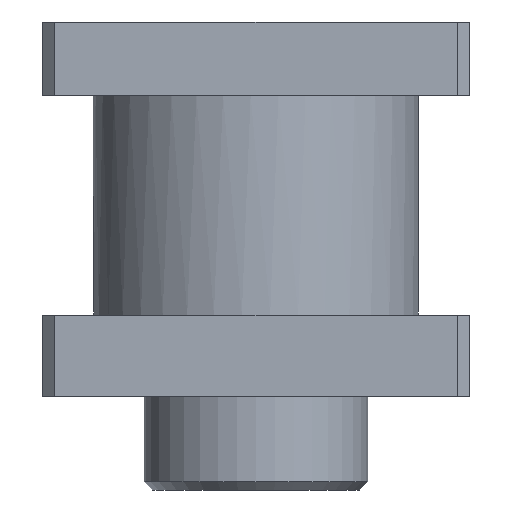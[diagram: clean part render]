
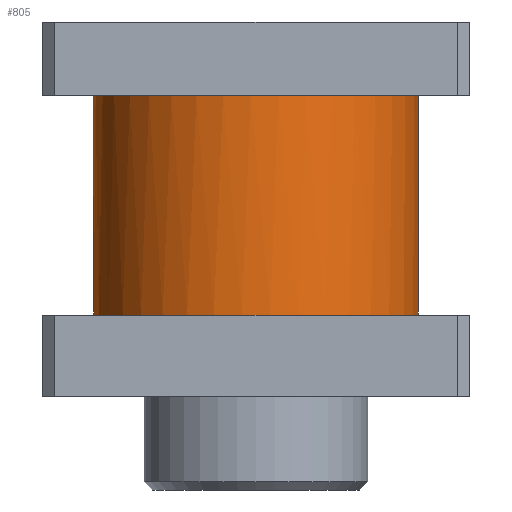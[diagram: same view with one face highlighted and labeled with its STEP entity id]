
A CAD part, front view. The second image highlights one B-rep face of the part: STEP entity #805.
In plain terms, the highlighted cylindrical face has radius 40 mm (diameter 80 mm), a full revolution.
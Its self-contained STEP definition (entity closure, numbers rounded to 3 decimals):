
#41=B_SPLINE_CURVE_WITH_KNOTS('',3,(#1212,#1213,#1214,#1215,#1216,#1217,
#1218,#1219,#1220,#1221,#1222,#1223,#1224,#1225,#1226,#1227,#1228,#1229,
#1230,#1231,#1232,#1233,#1234,#1235,#1236,#1237,#1238,#1239,#1240,#1241,
#1242,#1243,#1244,#1245,#1246,#1247,#1248,#1249,#1250,#1251,#1252,#1253,
#1254),.UNSPECIFIED.,.F.,.F.,(4,2,3,2,2,2,2,2,2,2,2,2,2,2,2,2,2,2,2,2,4),
(-0.697,-0.468,0.,0.468,0.936,
1.404,1.871,2.336,2.801,3.266,
3.731,4.195,4.66,5.125,5.59,
6.058,6.526,6.993,7.461,7.929,
8.158),.UNSPECIFIED.);
#172=CYLINDRICAL_SURFACE('',#896,40.);
#208=FACE_BOUND('',#340,.T.);
#257=FACE_OUTER_BOUND('',#339,.T.);
#339=EDGE_LOOP('',(#723,#724));
#340=EDGE_LOOP('',(#725));
#365=CIRCLE('',#850,40.);
#374=CIRCLE('',#865,40.);
#405=VERTEX_POINT('',#1206);
#407=VERTEX_POINT('',#1210);
#439=VERTEX_POINT('',#1360);
#484=EDGE_CURVE('',#405,#407,#41,.T.);
#498=EDGE_CURVE('',#407,#405,#365,.T.);
#524=EDGE_CURVE('',#439,#439,#374,.T.);
#723=ORIENTED_EDGE('',*,*,#484,.T.);
#724=ORIENTED_EDGE('',*,*,#498,.T.);
#725=ORIENTED_EDGE('',*,*,#524,.F.);
#805=ADVANCED_FACE('',(#257,#208),#172,.T.);
#850=AXIS2_PLACEMENT_3D('',#1307,#988,#989);
#865=AXIS2_PLACEMENT_3D('',#1361,#1035,#1036);
#896=AXIS2_PLACEMENT_3D('',#1429,#1115,#1116);
#988=DIRECTION('center_axis',(0.,0.,1.));
#989=DIRECTION('ref_axis',(1.,0.,0.));
#1035=DIRECTION('center_axis',(0.,0.,1.));
#1036=DIRECTION('ref_axis',(1.,0.,0.));
#1115=DIRECTION('center_axis',(0.,0.,-1.));
#1116=DIRECTION('ref_axis',(1.,0.,0.));
#1206=CARTESIAN_POINT('',(22.956,32.757,-54.));
#1210=CARTESIAN_POINT('',(-22.956,32.757,-54.));
#1212=CARTESIAN_POINT('Ctrl Pts',(22.956,32.757,-54.));
#1213=CARTESIAN_POINT('Ctrl Pts',(23.185,32.596,-53.25));
#1214=CARTESIAN_POINT('Ctrl Pts',(23.377,32.458,-52.488));
#1215=CARTESIAN_POINT('Ctrl Pts',(23.846,32.117,-50.152));
#1216=CARTESIAN_POINT('Ctrl Pts',(24.,32.,-48.559));
#1217=CARTESIAN_POINT('Ctrl Pts',(24.,32.,-47.));
#1218=CARTESIAN_POINT('Ctrl Pts',(24.,32.,-45.441));
#1219=CARTESIAN_POINT('Ctrl Pts',(23.846,32.117,-43.848));
#1220=CARTESIAN_POINT('Ctrl Pts',(23.217,32.575,-40.713));
#1221=CARTESIAN_POINT('Ctrl Pts',(22.743,32.914,-39.17));
#1222=CARTESIAN_POINT('Ctrl Pts',(21.509,33.733,-36.233));
#1223=CARTESIAN_POINT('Ctrl Pts',(20.748,34.213,-34.836));
#1224=CARTESIAN_POINT('Ctrl Pts',(19.002,35.213,-32.257));
#1225=CARTESIAN_POINT('Ctrl Pts',(18.017,35.731,-31.076));
#1226=CARTESIAN_POINT('Ctrl Pts',(15.931,36.709,-28.989));
#1227=CARTESIAN_POINT('Ctrl Pts',(14.753,37.205,-28.006));
#1228=CARTESIAN_POINT('Ctrl Pts',(12.173,38.127,-26.258));
#1229=CARTESIAN_POINT('Ctrl Pts',(10.771,38.552,-25.493));
#1230=CARTESIAN_POINT('Ctrl Pts',(7.825,39.256,-24.255));
#1231=CARTESIAN_POINT('Ctrl Pts',(6.277,39.536,-23.78));
#1232=CARTESIAN_POINT('Ctrl Pts',(3.139,39.908,-23.152));
#1233=CARTESIAN_POINT('Ctrl Pts',(1.549,40.,-23.));
#1234=CARTESIAN_POINT('Ctrl Pts',(-1.549,40.,-23.));
#1235=CARTESIAN_POINT('Ctrl Pts',(-3.139,39.908,-23.152));
#1236=CARTESIAN_POINT('Ctrl Pts',(-6.277,39.536,-23.78));
#1237=CARTESIAN_POINT('Ctrl Pts',(-7.825,39.256,-24.255));
#1238=CARTESIAN_POINT('Ctrl Pts',(-10.771,38.552,-25.493));
#1239=CARTESIAN_POINT('Ctrl Pts',(-12.173,38.127,-26.258));
#1240=CARTESIAN_POINT('Ctrl Pts',(-14.753,37.205,-28.006));
#1241=CARTESIAN_POINT('Ctrl Pts',(-15.931,36.709,-28.989));
#1242=CARTESIAN_POINT('Ctrl Pts',(-18.017,35.731,-31.076));
#1243=CARTESIAN_POINT('Ctrl Pts',(-19.002,35.213,-32.257));
#1244=CARTESIAN_POINT('Ctrl Pts',(-20.748,34.213,-34.836));
#1245=CARTESIAN_POINT('Ctrl Pts',(-21.509,33.733,-36.233));
#1246=CARTESIAN_POINT('Ctrl Pts',(-22.743,32.914,-39.17));
#1247=CARTESIAN_POINT('Ctrl Pts',(-23.217,32.575,-40.713));
#1248=CARTESIAN_POINT('Ctrl Pts',(-23.846,32.117,-43.848));
#1249=CARTESIAN_POINT('Ctrl Pts',(-24.,32.,-45.441));
#1250=CARTESIAN_POINT('Ctrl Pts',(-24.,32.,-48.559));
#1251=CARTESIAN_POINT('Ctrl Pts',(-23.846,32.117,-50.152));
#1252=CARTESIAN_POINT('Ctrl Pts',(-23.377,32.458,-52.488));
#1253=CARTESIAN_POINT('Ctrl Pts',(-23.185,32.596,-53.25));
#1254=CARTESIAN_POINT('Ctrl Pts',(-22.956,32.757,-54.));
#1307=CARTESIAN_POINT('Origin',(0.,0.,-54.));
#1360=CARTESIAN_POINT('',(-40.,0.,0.));
#1361=CARTESIAN_POINT('Origin',(0.,0.,0.));
#1429=CARTESIAN_POINT('Origin',(0.,0.,0.));
